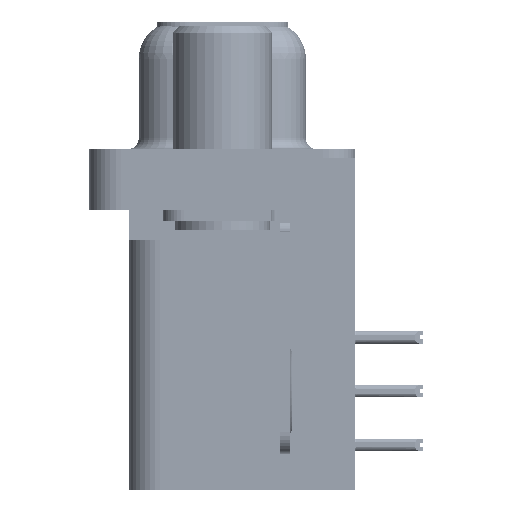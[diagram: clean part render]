
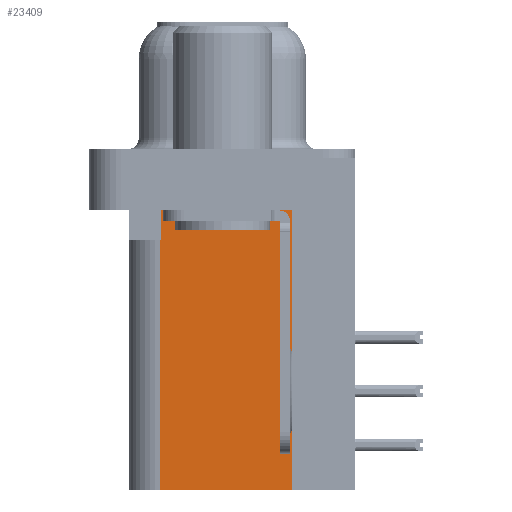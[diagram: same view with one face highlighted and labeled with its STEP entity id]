
A CAD part, left-side view. The second image highlights one B-rep face of the part: STEP entity #23409.
In plain terms, the highlighted planar face has unit normal (-1, 0, 0).
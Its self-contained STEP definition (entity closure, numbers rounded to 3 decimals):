
#1389 = CARTESIAN_POINT ( 'NONE',  ( 3.79, 0., -3.9 ) ) ;
#1622 = EDGE_CURVE ( 'NONE', #11922, #50121, #42832, .T. ) ;
#2387 = VECTOR ( 'NONE', #38461, 1000. ) ;
#2583 = PLANE ( 'NONE',  #16526 ) ;
#2899 = DIRECTION ( 'NONE',  ( 0., 0., 1. ) ) ;
#3357 = ORIENTED_EDGE ( 'NONE', *, *, #42388, .T. ) ;
#6013 = EDGE_CURVE ( 'NONE', #26130, #52521, #46093, .T. ) ;
#6468 = VERTEX_POINT ( 'NONE', #15939 ) ;
#6765 = DIRECTION ( 'NONE',  ( 1., 0., 0. ) ) ;
#8192 = EDGE_CURVE ( 'NONE', #6468, #26130, #35980, .T. ) ;
#11438 = ORIENTED_EDGE ( 'NONE', *, *, #24455, .T. ) ;
#11922 = VERTEX_POINT ( 'NONE', #17216 ) ;
#13386 = VECTOR ( 'NONE', #32143, 1000. ) ;
#15570 = DIRECTION ( 'NONE',  ( 0., 0., 1. ) ) ;
#15939 = CARTESIAN_POINT ( 'NONE',  ( 3.79, -3.295, -2.5 ) ) ;
#16526 = AXIS2_PLACEMENT_3D ( 'NONE', #27765, #6765, #36466 ) ;
#17216 = CARTESIAN_POINT ( 'NONE',  ( 3.79, -3.295, -15.7 ) ) ;
#21124 = ORIENTED_EDGE ( 'NONE', *, *, #8192, .T. ) ;
#21172 = VERTEX_POINT ( 'NONE', #22866 ) ;
#22167 = FACE_OUTER_BOUND ( 'NONE', #35956, .T. ) ;
#22866 = CARTESIAN_POINT ( 'NONE',  ( 3.79, 2.925, -3.9 ) ) ;
#23409 = ADVANCED_FACE ( 'NONE', ( #22167 ), #2583, .F. ) ;
#24455 = EDGE_CURVE ( 'NONE', #52521, #21172, #39982, .T. ) ;
#24899 = CARTESIAN_POINT ( 'NONE',  ( 3.79, 2.925, -15.7 ) ) ;
#26130 = VERTEX_POINT ( 'NONE', #33222 ) ;
#26708 = DIRECTION ( 'NONE',  ( 0., 1., 0. ) ) ;
#27765 = CARTESIAN_POINT ( 'NONE',  ( 3.79, -3.295, -15.7 ) ) ;
#27834 = CARTESIAN_POINT ( 'NONE',  ( 3.79, -3.295, -2.5 ) ) ;
#28243 = CARTESIAN_POINT ( 'NONE',  ( 3.79, 2.925, -15.7 ) ) ;
#28697 = VECTOR ( 'NONE', #26708, 1000. ) ;
#30065 = VECTOR ( 'NONE', #15570, 1000. ) ;
#31088 = ORIENTED_EDGE ( 'NONE', *, *, #1622, .F. ) ;
#32143 = DIRECTION ( 'NONE',  ( 0., 1., 0. ) ) ;
#32506 = CARTESIAN_POINT ( 'NONE',  ( 3.79, -3.295, -15.7 ) ) ;
#33222 = CARTESIAN_POINT ( 'NONE',  ( 3.79, 2.895, -2.5 ) ) ;
#33597 = EDGE_CURVE ( 'NONE', #50121, #21172, #46757, .T. ) ;
#34213 = CARTESIAN_POINT ( 'NONE',  ( 3.79, 2.895, -3.9 ) ) ;
#35956 = EDGE_LOOP ( 'NONE', ( #21124, #39094, #11438, #43645, #31088, #3357 ) ) ;
#35980 = LINE ( 'NONE', #27834, #13386 ) ;
#36466 = DIRECTION ( 'NONE',  ( 0., 0., -1. ) ) ;
#38461 = DIRECTION ( 'NONE',  ( 0., 0., -1. ) ) ;
#39094 = ORIENTED_EDGE ( 'NONE', *, *, #6013, .T. ) ;
#39137 = CARTESIAN_POINT ( 'NONE',  ( 3.79, 2.895, -3.9 ) ) ;
#39982 = LINE ( 'NONE', #1389, #28697 ) ;
#41311 = LINE ( 'NONE', #32506, #30065 ) ;
#41528 = VECTOR ( 'NONE', #46711, 1000. ) ;
#41866 = CARTESIAN_POINT ( 'NONE',  ( 3.79, -3.295, -15.7 ) ) ;
#42388 = EDGE_CURVE ( 'NONE', #11922, #6468, #41311, .T. ) ;
#42832 = LINE ( 'NONE', #41866, #41528 ) ;
#43645 = ORIENTED_EDGE ( 'NONE', *, *, #33597, .F. ) ;
#46093 = LINE ( 'NONE', #34213, #2387 ) ;
#46711 = DIRECTION ( 'NONE',  ( 0., 1., 0. ) ) ;
#46757 = LINE ( 'NONE', #28243, #49396 ) ;
#49396 = VECTOR ( 'NONE', #2899, 1000. ) ;
#50121 = VERTEX_POINT ( 'NONE', #24899 ) ;
#52521 = VERTEX_POINT ( 'NONE', #39137 ) ;
